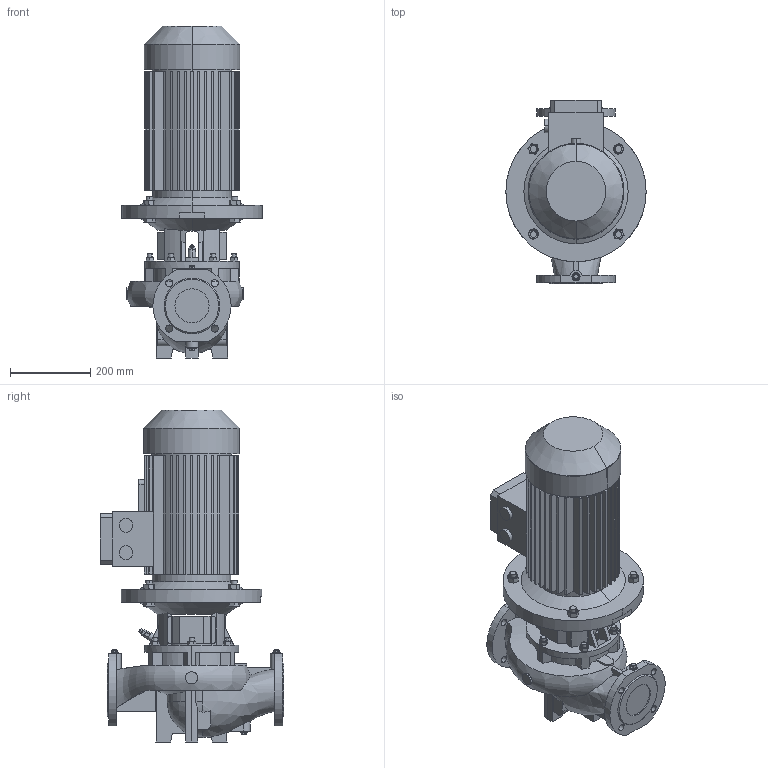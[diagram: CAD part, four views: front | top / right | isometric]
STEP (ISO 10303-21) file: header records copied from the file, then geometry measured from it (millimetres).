
FILE_DESCRIPTION (( 'STEP AP203' ), '1' );
FILE_NAME ('枅-313-000-313-015-01-13.step', '2025-02-11T17:08:38', ( 'adb' ), ( '' ), 'SwSTEP 2.0', 'SolidWorks 2016', '' );
FILE_SCHEMA (( 'CONFIG_CONTROL_DESIGN' ));
Length unit declared in the file: millimetre
Products named in the file (1): 枅-313-000-313-015-01-13
Bounding box: 350 x 458 x 828 mm (x, y, z)
Volume: 30395054.2 mm3; surface area: 1963236 mm2
Topology: 8 solids, 20 shells, 936 faces, 2409 edges, 1579 vertices
Faces by surface type: plane 498, cylinder 329, cone 96, bspline 8, sphere 5
Entity records: 33608 total; most frequent: CARTESIAN_POINT 10505, ORIENTED_EDGE 4814, DIRECTION 4768, EDGE_CURVE 2407, AXIS2_PLACEMENT_3D 1755, VERTEX_POINT 1579, LINE 1258, VECTOR 1258
